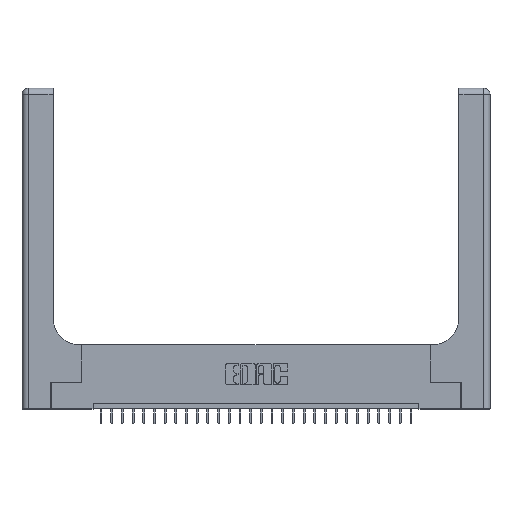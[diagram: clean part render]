
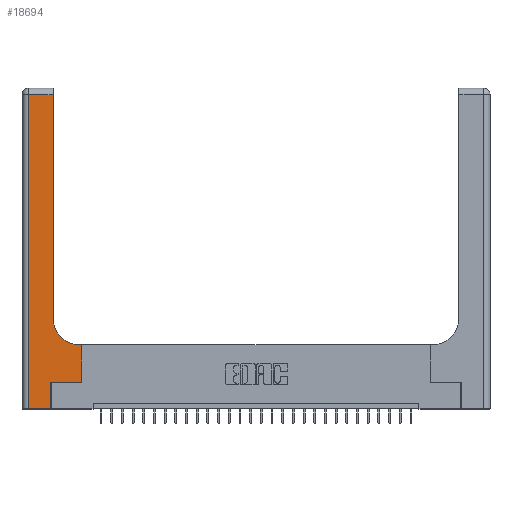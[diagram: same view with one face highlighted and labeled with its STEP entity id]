
A CAD part, top view. The second image highlights one B-rep face of the part: STEP entity #18694.
In plain terms, the highlighted planar face has unit normal (0, 0, 1).
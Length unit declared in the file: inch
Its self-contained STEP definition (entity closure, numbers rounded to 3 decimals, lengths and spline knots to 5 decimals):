
#45 = VERTEX_POINT ( 'NONE', #21855 ) ;
#367 = CARTESIAN_POINT ( 'NONE',  ( 0.269, 0., 0.37 ) ) ;
#890 = CARTESIAN_POINT ( 'NONE',  ( 0.2915, 0.6, 0.37 ) ) ;
#921 = CARTESIAN_POINT ( 'NONE',  ( 0., 2.94, 0.37 ) ) ;
#946 = EDGE_CURVE ( 'NONE', #24369, #26563, #18829, .T. ) ;
#1452 = VERTEX_POINT ( 'NONE', #1519 ) ;
#1519 = CARTESIAN_POINT ( 'NONE',  ( 0.06, 0., 0.37 ) ) ;
#1989 = VECTOR ( 'NONE', #9526, 39.37008 ) ;
#2451 = EDGE_CURVE ( 'NONE', #15312, #27208, #25614, .T. ) ;
#2606 = VERTEX_POINT ( 'NONE', #3370 ) ;
#3370 = CARTESIAN_POINT ( 'NONE',  ( 0.2915, 2.94, 0.37 ) ) ;
#3847 = CARTESIAN_POINT ( 'NONE',  ( 0.269, 0.25, 0.37 ) ) ;
#4278 = VECTOR ( 'NONE', #23267, 39.37008 ) ;
#4310 = DIRECTION ( 'NONE',  ( 0., 0., -1. ) ) ;
#5073 = CARTESIAN_POINT ( 'NONE',  ( 0.2915, 0.85, 0.37 ) ) ;
#5100 = CARTESIAN_POINT ( 'NONE',  ( 0.269, 0., 0.37 ) ) ;
#5687 = DIRECTION ( 'NONE',  ( -1., 0., 0. ) ) ;
#5952 = DIRECTION ( 'NONE',  ( 1., 0., 0. ) ) ;
#6494 = VECTOR ( 'NONE', #17045, 39.37008 ) ;
#6794 = LINE ( 'NONE', #20626, #20426 ) ;
#7491 = DIRECTION ( 'NONE',  ( 0., -1., 0. ) ) ;
#7740 = EDGE_CURVE ( 'NONE', #2606, #26821, #21318, .T. ) ;
#7952 = EDGE_LOOP ( 'NONE', ( #16202, #15788, #11407, #27348, #12802, #18015, #26635, #14630, #29360 ) ) ;
#8132 = EDGE_CURVE ( 'NONE', #27208, #2606, #26029, .T. ) ;
#8234 = DIRECTION ( 'NONE',  ( -1., 0., 0. ) ) ;
#8292 = EDGE_CURVE ( 'NONE', #45, #24369, #8341, .T. ) ;
#8341 = LINE ( 'NONE', #3847, #18660 ) ;
#9526 = DIRECTION ( 'NONE',  ( 0., 1., 0. ) ) ;
#9633 = CARTESIAN_POINT ( 'NONE',  ( 0.06, 2.94, 0.37 ) ) ;
#10911 = AXIS2_PLACEMENT_3D ( 'NONE', #28660, #4310, #8234 ) ;
#11407 = ORIENTED_EDGE ( 'NONE', *, *, #14631, .T. ) ;
#11574 = DIRECTION ( 'NONE',  ( 0., 0., -1. ) ) ;
#12211 = VERTEX_POINT ( 'NONE', #367 ) ;
#12390 = LINE ( 'NONE', #14170, #25486 ) ;
#12802 = ORIENTED_EDGE ( 'NONE', *, *, #21382, .T. ) ;
#13058 = CARTESIAN_POINT ( 'NONE',  ( 0.5585, 0.6, 0.37 ) ) ;
#14170 = CARTESIAN_POINT ( 'NONE',  ( 0.06, 3., 0.37 ) ) ;
#14630 = ORIENTED_EDGE ( 'NONE', *, *, #15064, .T. ) ;
#14631 = EDGE_CURVE ( 'NONE', #26821, #1452, #12390, .T. ) ;
#15064 = EDGE_CURVE ( 'NONE', #26563, #15312, #21287, .T. ) ;
#15312 = VERTEX_POINT ( 'NONE', #20063 ) ;
#15365 = FACE_OUTER_BOUND ( 'NONE', #7952, .T. ) ;
#15674 = CARTESIAN_POINT ( 'NONE',  ( 0.5585, 0.25, 0.37 ) ) ;
#15788 = ORIENTED_EDGE ( 'NONE', *, *, #7740, .T. ) ;
#16202 = ORIENTED_EDGE ( 'NONE', *, *, #8132, .T. ) ;
#16352 = CARTESIAN_POINT ( 'NONE',  ( 0.5415, 0.85, 0.37 ) ) ;
#16431 = LINE ( 'NONE', #5100, #4278 ) ;
#17045 = DIRECTION ( 'NONE',  ( 0., 1., 0. ) ) ;
#18015 = ORIENTED_EDGE ( 'NONE', *, *, #8292, .T. ) ;
#18405 = DIRECTION ( 'NONE',  ( 1., 0., 0. ) ) ;
#18660 = VECTOR ( 'NONE', #5952, 39.37008 ) ;
#18694 = ADVANCED_FACE ( 'NONE', ( #15365 ), #24695, .F. ) ;
#18829 = LINE ( 'NONE', #26094, #6494 ) ;
#19085 = VECTOR ( 'NONE', #5687, 39.37008 ) ;
#20063 = CARTESIAN_POINT ( 'NONE',  ( 0.5415, 0.6, 0.37 ) ) ;
#20426 = VECTOR ( 'NONE', #18405, 39.37008 ) ;
#20626 = CARTESIAN_POINT ( 'NONE',  ( 0., 0., 0.37 ) ) ;
#20858 = EDGE_CURVE ( 'NONE', #1452, #12211, #6794, .T. ) ;
#21287 = LINE ( 'NONE', #890, #21708 ) ;
#21318 = LINE ( 'NONE', #921, #19085 ) ;
#21382 = EDGE_CURVE ( 'NONE', #12211, #45, #16431, .T. ) ;
#21708 = VECTOR ( 'NONE', #23372, 39.37008 ) ;
#21855 = CARTESIAN_POINT ( 'NONE',  ( 0.269, 0.25, 0.37 ) ) ;
#22273 = AXIS2_PLACEMENT_3D ( 'NONE', #16352, #11574, #27354 ) ;
#23267 = DIRECTION ( 'NONE',  ( 0., 1., 0. ) ) ;
#23369 = CARTESIAN_POINT ( 'NONE',  ( 0.2915, 3., 0.37 ) ) ;
#23372 = DIRECTION ( 'NONE',  ( -1., 0., 0. ) ) ;
#24369 = VERTEX_POINT ( 'NONE', #15674 ) ;
#24695 = PLANE ( 'NONE',  #10911 ) ;
#25486 = VECTOR ( 'NONE', #7491, 39.37008 ) ;
#25614 = CIRCLE ( 'NONE', #22273, 0.25 ) ;
#26029 = LINE ( 'NONE', #23369, #1989 ) ;
#26094 = CARTESIAN_POINT ( 'NONE',  ( 0.5585, 0.25, 0.37 ) ) ;
#26563 = VERTEX_POINT ( 'NONE', #13058 ) ;
#26635 = ORIENTED_EDGE ( 'NONE', *, *, #946, .T. ) ;
#26821 = VERTEX_POINT ( 'NONE', #9633 ) ;
#27208 = VERTEX_POINT ( 'NONE', #5073 ) ;
#27348 = ORIENTED_EDGE ( 'NONE', *, *, #20858, .T. ) ;
#27354 = DIRECTION ( 'NONE',  ( 1., 0., 0. ) ) ;
#28660 = CARTESIAN_POINT ( 'NONE',  ( 0., 3., 0.37 ) ) ;
#29360 = ORIENTED_EDGE ( 'NONE', *, *, #2451, .T. ) ;
